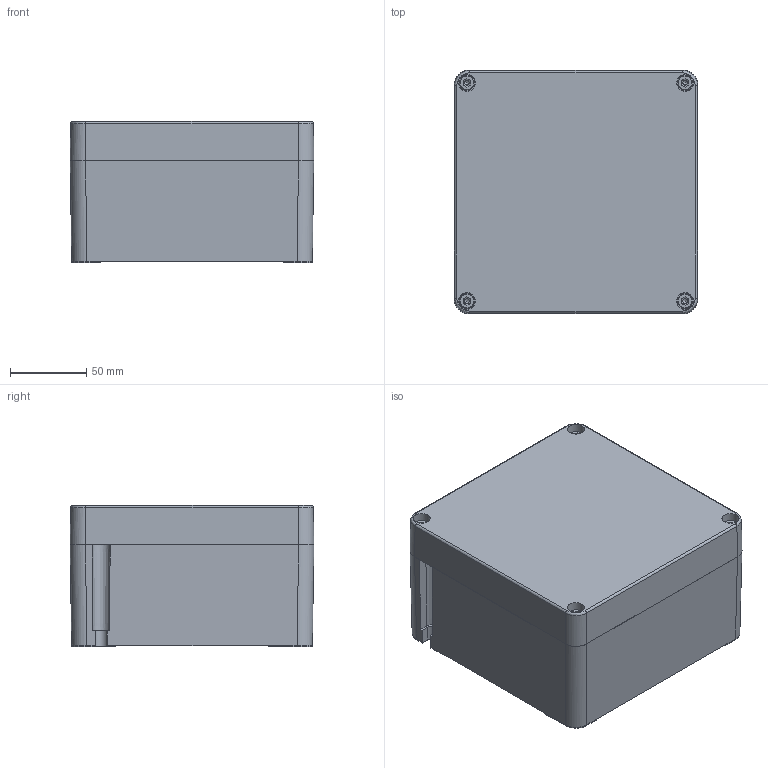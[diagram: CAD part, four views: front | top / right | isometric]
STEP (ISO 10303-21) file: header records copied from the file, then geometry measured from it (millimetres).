
FILE_DESCRIPTION((''),'2;1');
FILE_NAME('КСРВ-КП 161609М2.stp','2019-06-07T15:53:32',('L.A.Ronzhin'),(''),'Autodesk Inventor 2012','Autodesk Inventor 2012','');
FILE_SCHEMA(('AUTOMOTIVE_DESIGN { 1 0 10303 214 1 1 1 1 }'));
Length unit declared in the file: millimetre
Products named in the file (1): КСРВ-КП 161609М2
Bounding box: 159.7 x 159.7 x 92.4 mm (x, y, z)
Volume: 2274065.9 mm3; surface area: 123868.4 mm2
Topology: 1 solids, 1 shells, 212 faces, 512 edges, 328 vertices
Faces by surface type: plane 118, cylinder 60, cone 18, torus 8, bspline 8
Full cylindrical faces by diameter (mm): 3 x4, 6 x8, 7 x4, 7.4 x4, 8 x2, 9 x4, 9.9 x4, 10 x4, 11 x4
Entity records: 6173 total; most frequent: CARTESIAN_POINT 1319, DIRECTION 980, ORIENTED_EDGE 860, EDGE_CURVE 430, AXIS2_PLACEMENT_3D 385, VERTEX_POINT 300, EDGE_LOOP 300, STYLED_ITEM 213
